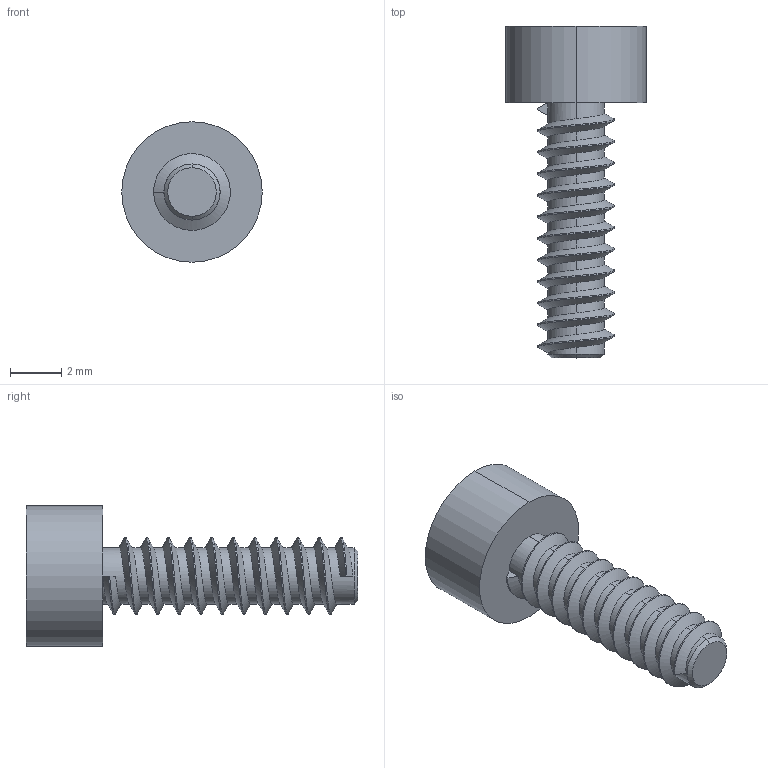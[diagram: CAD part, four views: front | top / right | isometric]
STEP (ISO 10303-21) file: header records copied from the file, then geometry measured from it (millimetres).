
FILE_DESCRIPTION (( 'STEP AP214' ), '1' );
FILE_NAME ('Self Tapping Screw.STEP', '2020-10-12T06:27:50', ( '' ), ( '' ), 'SwSTEP 2.0', 'SolidWorks 2020', '' );
FILE_SCHEMA (( 'AUTOMOTIVE_DESIGN' ));
Length unit declared in the file: millimetre
Products named in the file (1): Self Tapping Screw
Bounding box: 5.5 x 13 x 5.5 mm (x, y, z)
Volume: 110.6 mm3; surface area: 231 mm2
Topology: 1 solids, 1 shells, 64 faces, 176 edges, 116 vertices
Faces by surface type: cylinder 48, plane 12, cone 2, bspline 2
Entity records: 4701 total; most frequent: CARTESIAN_POINT 3303, ORIENTED_EDGE 352, DIRECTION 223, EDGE_CURVE 176, VERTEX_POINT 116, LINE 75, VECTOR 75, AXIS2_PLACEMENT_3D 74
